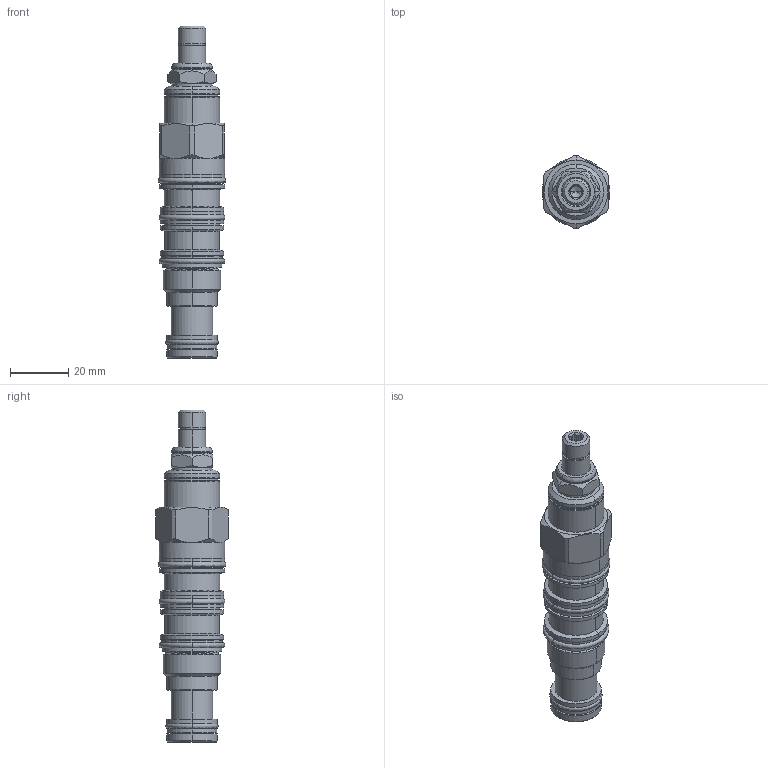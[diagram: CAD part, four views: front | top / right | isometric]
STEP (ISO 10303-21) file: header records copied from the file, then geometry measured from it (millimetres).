
FILE_DESCRIPTION((''),'2;1');
FILE_NAME('PVDA-LAN_PRT','2015-05-21T',('Administrator'),(''),'PRO/ENGINEER BY PARAMETRIC TECHNOLOGY CORPORATION, 2006240','PRO/ENGINEER BY PARAMETRIC TECHNOLOGY CORPORATION, 2006240','');
FILE_SCHEMA(('CONFIG_CONTROL_DESIGN'));
Length unit declared in the file: inch
Products named in the file (1): PVDA-LAN_PRT
Bounding box: 23.29 x 24.84 x 113.8 mm (x, y, z)
Volume: 30219.5 mm3; surface area: 10751.5 mm2
Topology: 6 solids, 6 shells, 258 faces, 582 edges, 345 vertices
Faces by surface type: cylinder 91, plane 66, cone 48, torus 37, revolution 16
Entity records: 8980 total; most frequent: CARTESIAN_POINT 3137, DIRECTION 1290, ORIENTED_EDGE 1152, EDGE_CURVE 576, AXIS2_PLACEMENT_3D 546, VERTEX_POINT 345, CIRCLE 304, EDGE_LOOP 285
